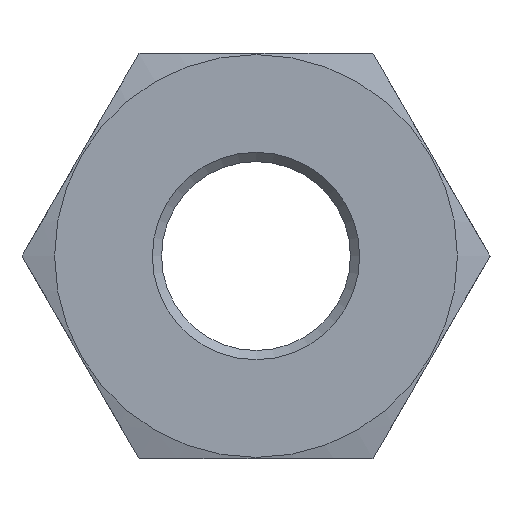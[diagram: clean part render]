
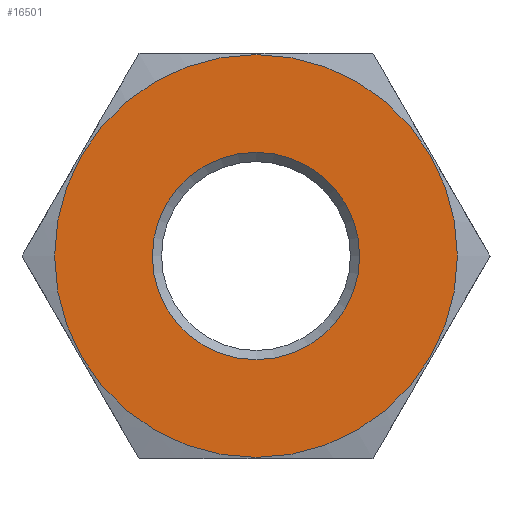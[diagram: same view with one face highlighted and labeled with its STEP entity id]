
A CAD part, left-side view. The second image highlights one B-rep face of the part: STEP entity #16501.
In plain terms, the highlighted planar face has unit normal (-1, 0, 0).
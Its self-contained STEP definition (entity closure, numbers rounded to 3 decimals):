
#1130 = DIRECTION ( 'NONE',  ( -1., 0., 0. ) ) ;
#1833 = DIRECTION ( 'NONE',  ( 1., 0., 0. ) ) ;
#1994 = FACE_OUTER_BOUND ( 'NONE', #2907, .T. ) ;
#2338 = CARTESIAN_POINT ( 'NONE',  ( 0., 0., 16.625 ) ) ;
#2845 = ORIENTED_EDGE ( 'NONE', *, *, #10150, .F. ) ;
#2907 = EDGE_LOOP ( 'NONE', ( #16845 ) ) ;
#4479 = DIRECTION ( 'NONE',  ( 0., 0., -1. ) ) ;
#6212 = AXIS2_PLACEMENT_3D ( 'NONE', #15969, #9322, #14659 ) ;
#6350 = EDGE_CURVE ( 'NONE', #15296, #15296, #7343, .T. ) ;
#6613 = AXIS2_PLACEMENT_3D ( 'NONE', #9114, #1130, #9203 ) ;
#7343 = CIRCLE ( 'NONE', #6212, 32.3 ) ;
#7349 = FACE_BOUND ( 'NONE', #15210, .T. ) ;
#7521 = PLANE ( 'NONE',  #10495 ) ;
#9114 = CARTESIAN_POINT ( 'NONE',  ( 0., 0., 0. ) ) ;
#9203 = DIRECTION ( 'NONE',  ( 0., 0., 1. ) ) ;
#9322 = DIRECTION ( 'NONE',  ( -1., 0., 0. ) ) ;
#9429 = CIRCLE ( 'NONE', #6613, 16.625 ) ;
#10150 = EDGE_CURVE ( 'NONE', #14344, #14344, #9429, .T. ) ;
#10495 = AXIS2_PLACEMENT_3D ( 'NONE', #11134, #1833, #4479 ) ;
#11134 = CARTESIAN_POINT ( 'NONE',  ( 0., 40.5, 0. ) ) ;
#11359 = CARTESIAN_POINT ( 'NONE',  ( 0., 0., 32.3 ) ) ;
#14344 = VERTEX_POINT ( 'NONE', #2338 ) ;
#14659 = DIRECTION ( 'NONE',  ( 0., 0., 1. ) ) ;
#15210 = EDGE_LOOP ( 'NONE', ( #2845 ) ) ;
#15296 = VERTEX_POINT ( 'NONE', #11359 ) ;
#15969 = CARTESIAN_POINT ( 'NONE',  ( 0., 0., 0. ) ) ;
#16501 = ADVANCED_FACE ( 'NONE', ( #7349, #1994 ), #7521, .F. ) ;
#16845 = ORIENTED_EDGE ( 'NONE', *, *, #6350, .T. ) ;
